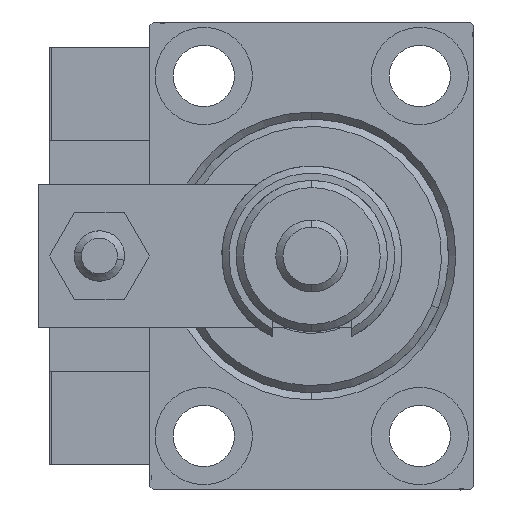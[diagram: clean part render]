
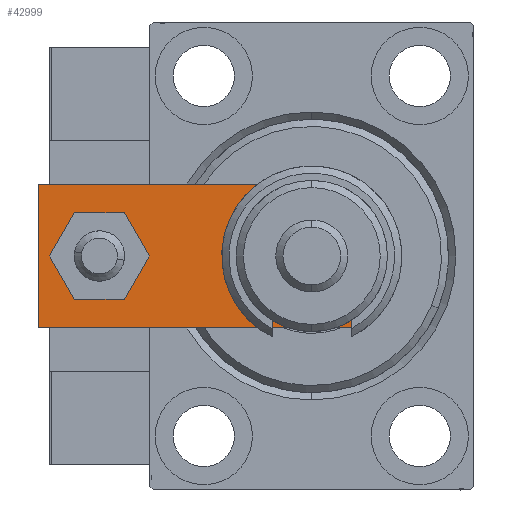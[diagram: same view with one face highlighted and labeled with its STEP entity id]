
A CAD part, left-side view. The second image highlights one B-rep face of the part: STEP entity #42999.
In plain terms, the highlighted face is planar.
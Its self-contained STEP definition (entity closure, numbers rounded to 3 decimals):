
#722 = CARTESIAN_POINT ( 'NONE',  ( -10., 4.24, 6. ) ) ;
#726 = EDGE_CURVE ( 'NONE', #43375, #36672, #38038, .T. ) ;
#948 = LINE ( 'NONE', #13995, #49110 ) ;
#963 = DIRECTION ( 'NONE',  ( 1., 0., 0. ) ) ;
#2263 = ORIENTED_EDGE ( 'NONE', *, *, #22163, .F. ) ;
#2606 = CARTESIAN_POINT ( 'NONE',  ( 10., 0., 6. ) ) ;
#2901 = CARTESIAN_POINT ( 'NONE',  ( 7.25, 10., 6. ) ) ;
#3127 = EDGE_CURVE ( 'NONE', #50569, #6132, #8119, .T. ) ;
#4258 = AXIS2_PLACEMENT_3D ( 'NONE', #7211, #33018, #32756 ) ;
#4774 = LINE ( 'NONE', #25989, #9804 ) ;
#4871 = CARTESIAN_POINT ( 'NONE',  ( 5.76, 0., 6. ) ) ;
#5541 = ORIENTED_EDGE ( 'NONE', *, *, #3127, .T. ) ;
#5979 = CARTESIAN_POINT ( 'NONE',  ( 10., 4.24, 6. ) ) ;
#6132 = VERTEX_POINT ( 'NONE', #53270 ) ;
#7211 = CARTESIAN_POINT ( 'NONE',  ( 0., 39.5, 6. ) ) ;
#7492 = DIRECTION ( 'NONE',  ( 0., 1., 0. ) ) ;
#7928 = FACE_OUTER_BOUND ( 'NONE', #22816, .T. ) ;
#8100 = AXIS2_PLACEMENT_3D ( 'NONE', #20703, #33462, #8993 ) ;
#8119 = LINE ( 'NONE', #24695, #52925 ) ;
#8993 = DIRECTION ( 'NONE',  ( 1., 0., 0. ) ) ;
#9804 = VECTOR ( 'NONE', #43102, 1000. ) ;
#10116 = DIRECTION ( 'NONE',  ( 1., 0., 0. ) ) ;
#10237 = EDGE_CURVE ( 'NONE', #49752, #26697, #4774, .T. ) ;
#10441 = DIRECTION ( 'NONE',  ( 0.707, -0.707, 0. ) ) ;
#11387 = CARTESIAN_POINT ( 'NONE',  ( 4., 39.5, 6. ) ) ;
#12911 = VERTEX_POINT ( 'NONE', #33885 ) ;
#13995 = CARTESIAN_POINT ( 'NONE',  ( -10., 0., 6. ) ) ;
#15278 = VERTEX_POINT ( 'NONE', #2901 ) ;
#16488 = DIRECTION ( 'NONE',  ( 0., 0., 1. ) ) ;
#17424 = AXIS2_PLACEMENT_3D ( 'NONE', #26709, #30235, #43282 ) ;
#18417 = ORIENTED_EDGE ( 'NONE', *, *, #726, .F. ) ;
#18615 = LINE ( 'NONE', #47694, #49691 ) ;
#18975 = EDGE_CURVE ( 'NONE', #50072, #12911, #18615, .T. ) ;
#19010 = CARTESIAN_POINT ( 'NONE',  ( -4., 39.5, 6. ) ) ;
#20184 = DIRECTION ( 'NONE',  ( 0., -1., 0. ) ) ;
#20574 = CARTESIAN_POINT ( 'NONE',  ( 0., 39.5, 6. ) ) ;
#20703 = CARTESIAN_POINT ( 'NONE',  ( 0., 0., 6. ) ) ;
#20750 = ORIENTED_EDGE ( 'NONE', *, *, #29731, .T. ) ;
#22163 = EDGE_CURVE ( 'NONE', #36672, #43375, #38504, .T. ) ;
#22627 = CIRCLE ( 'NONE', #17424, 7.25 ) ;
#22816 = EDGE_LOOP ( 'NONE', ( #39735, #50877, #20750, #50542, #39787, #5541 ) ) ;
#24418 = ORIENTED_EDGE ( 'NONE', *, *, #40128, .F. ) ;
#24695 = CARTESIAN_POINT ( 'NONE',  ( 10., 48., 6. ) ) ;
#25221 = EDGE_CURVE ( 'NONE', #26697, #50569, #44730, .T. ) ;
#25628 = VECTOR ( 'NONE', #7492, 1000. ) ;
#25989 = CARTESIAN_POINT ( 'NONE',  ( 2.88, -2.88, 6. ) ) ;
#26697 = VERTEX_POINT ( 'NONE', #5979 ) ;
#26709 = CARTESIAN_POINT ( 'NONE',  ( 0., 10., 6. ) ) ;
#29731 = EDGE_CURVE ( 'NONE', #12911, #49752, #948, .T. ) ;
#29899 = CARTESIAN_POINT ( 'NONE',  ( -7.25, 10., 6. ) ) ;
#30235 = DIRECTION ( 'NONE',  ( 0., 0., 1. ) ) ;
#30780 = CARTESIAN_POINT ( 'NONE',  ( 0., 10., 6. ) ) ;
#31316 = AXIS2_PLACEMENT_3D ( 'NONE', #30780, #47363, #10116 ) ;
#32756 = DIRECTION ( 'NONE',  ( 1., 0., 0. ) ) ;
#33018 = DIRECTION ( 'NONE',  ( 0., 0., 1. ) ) ;
#33462 = DIRECTION ( 'NONE',  ( 0., 0., 1. ) ) ;
#33827 = CARTESIAN_POINT ( 'NONE',  ( 10., 48., 6. ) ) ;
#33885 = CARTESIAN_POINT ( 'NONE',  ( -5.76, 0., 6. ) ) ;
#35522 = EDGE_LOOP ( 'NONE', ( #49780, #24418 ) ) ;
#35911 = AXIS2_PLACEMENT_3D ( 'NONE', #20574, #16488, #963 ) ;
#36672 = VERTEX_POINT ( 'NONE', #19010 ) ;
#38038 = CIRCLE ( 'NONE', #4258, 4. ) ;
#38504 = CIRCLE ( 'NONE', #35911, 4. ) ;
#39735 = ORIENTED_EDGE ( 'NONE', *, *, #53612, .T. ) ;
#39787 = ORIENTED_EDGE ( 'NONE', *, *, #25221, .T. ) ;
#40128 = EDGE_CURVE ( 'NONE', #15278, #45994, #42613, .T. ) ;
#40146 = EDGE_CURVE ( 'NONE', #45994, #15278, #22627, .T. ) ;
#40838 = CARTESIAN_POINT ( 'NONE',  ( -10., 48., 6. ) ) ;
#41614 = PLANE ( 'NONE',  #8100 ) ;
#41874 = FACE_BOUND ( 'NONE', #35522, .T. ) ;
#42613 = CIRCLE ( 'NONE', #31316, 7.25 ) ;
#42999 = ADVANCED_FACE ( 'NONE', ( #45173, #7928, #41874 ), #41614, .T. ) ;
#43102 = DIRECTION ( 'NONE',  ( 0.707, 0.707, 0. ) ) ;
#43282 = DIRECTION ( 'NONE',  ( 1., 0., 0. ) ) ;
#43375 = VERTEX_POINT ( 'NONE', #11387 ) ;
#43976 = EDGE_LOOP ( 'NONE', ( #2263, #18417 ) ) ;
#44285 = DIRECTION ( 'NONE',  ( -1., 0., 0. ) ) ;
#44730 = LINE ( 'NONE', #2606, #25628 ) ;
#45173 = FACE_BOUND ( 'NONE', #43976, .T. ) ;
#45994 = VERTEX_POINT ( 'NONE', #29899 ) ;
#47162 = DIRECTION ( 'NONE',  ( 1., 0., 0. ) ) ;
#47363 = DIRECTION ( 'NONE',  ( 0., 0., 1. ) ) ;
#47444 = VECTOR ( 'NONE', #20184, 1000. ) ;
#47694 = CARTESIAN_POINT ( 'NONE',  ( -2.88, -2.88, 6. ) ) ;
#49110 = VECTOR ( 'NONE', #47162, 1000. ) ;
#49691 = VECTOR ( 'NONE', #10441, 1000. ) ;
#49752 = VERTEX_POINT ( 'NONE', #4871 ) ;
#49780 = ORIENTED_EDGE ( 'NONE', *, *, #40146, .F. ) ;
#50072 = VERTEX_POINT ( 'NONE', #722 ) ;
#50542 = ORIENTED_EDGE ( 'NONE', *, *, #10237, .T. ) ;
#50569 = VERTEX_POINT ( 'NONE', #33827 ) ;
#50877 = ORIENTED_EDGE ( 'NONE', *, *, #18975, .T. ) ;
#52925 = VECTOR ( 'NONE', #44285, 1000. ) ;
#53270 = CARTESIAN_POINT ( 'NONE',  ( -10., 48., 6. ) ) ;
#53342 = LINE ( 'NONE', #40838, #47444 ) ;
#53612 = EDGE_CURVE ( 'NONE', #6132, #50072, #53342, .T. ) ;
